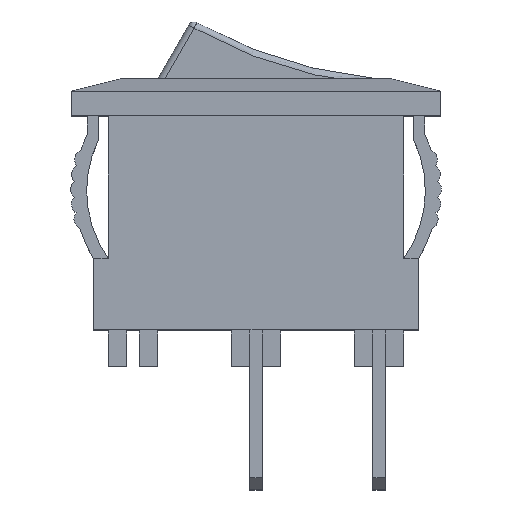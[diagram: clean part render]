
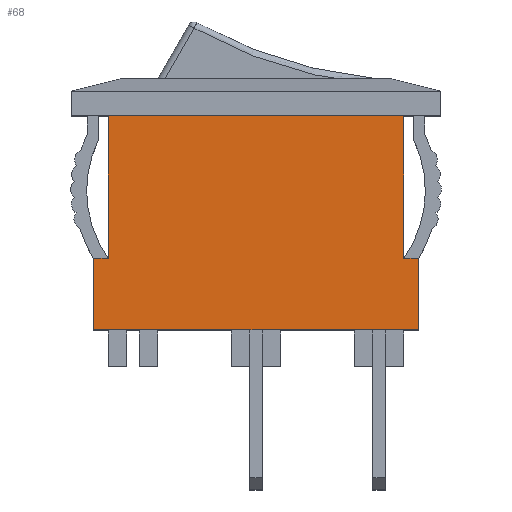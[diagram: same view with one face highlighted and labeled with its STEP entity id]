
A CAD part, top view. The second image highlights one B-rep face of the part: STEP entity #68.
In plain terms, the highlighted planar face has unit normal (0, 0, 1).
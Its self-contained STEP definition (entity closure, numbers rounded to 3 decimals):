
#68 = ADVANCED_FACE ( 'NONE', ( #2449 ), #3242, .T. ) ;
#84 = EDGE_CURVE ( 'NONE', #2231, #2225, #2609, .T. ) ;
#85 = EDGE_CURVE ( 'NONE', #2231, #2202, #2612, .T. ) ;
#86 = EDGE_CURVE ( 'NONE', #2232, #2201, #2615, .T. ) ;
#87 = EDGE_CURVE ( 'NONE', #2227, #2232, #2618, .T. ) ;
#88 = EDGE_CURVE ( 'NONE', #2228, #2226, #2621, .T. ) ;
#715 = VECTOR ( 'NONE', #2620, 1000. ) ;
#716 = VECTOR ( 'NONE', #2623, 1000. ) ;
#1058 = ORIENTED_EDGE ( 'NONE', *, *, #1533, .T. ) ;
#1059 = ORIENTED_EDGE ( 'NONE', *, *, #86, .F. ) ;
#1060 = ORIENTED_EDGE ( 'NONE', *, *, #1502, .T. ) ;
#1061 = ORIENTED_EDGE ( 'NONE', *, *, #84, .F. ) ;
#1062 = ORIENTED_EDGE ( 'NONE', *, *, #85, .T. ) ;
#1076 = ORIENTED_EDGE ( 'NONE', *, *, #1530, .T. ) ;
#1082 = ORIENTED_EDGE ( 'NONE', *, *, #88, .T. ) ;
#1084 = ORIENTED_EDGE ( 'NONE', *, *, #87, .F. ) ;
#1502 = EDGE_CURVE ( 'NONE', #2202, #2201, #3731, .T. ) ;
#1530 = EDGE_CURVE ( 'NONE', #2226, #2225, #3815, .T. ) ;
#1533 = EDGE_CURVE ( 'NONE', #2227, #2228, #3824, .T. ) ;
#1807 = EDGE_LOOP ( 'NONE', ( #1076, #1061, #1062, #1060, #1059, #1084, #1058, #1082 ) ) ;
#2201 = VERTEX_POINT ( 'NONE', #4539 ) ;
#2202 = VERTEX_POINT ( 'NONE', #4540 ) ;
#2225 = VERTEX_POINT ( 'NONE', #4563 ) ;
#2226 = VERTEX_POINT ( 'NONE', #4564 ) ;
#2227 = VERTEX_POINT ( 'NONE', #4565 ) ;
#2228 = VERTEX_POINT ( 'NONE', #4566 ) ;
#2231 = VERTEX_POINT ( 'NONE', #4569 ) ;
#2232 = VERTEX_POINT ( 'NONE', #4570 ) ;
#2407 = VECTOR ( 'NONE', #2617, 1000. ) ;
#2434 = VECTOR ( 'NONE', #2614, 1000. ) ;
#2435 = AXIS2_PLACEMENT_3D ( 'NONE', #2527, #2528, #2529 ) ;
#2448 = VECTOR ( 'NONE', #2611, 1000. ) ;
#2449 = FACE_OUTER_BOUND ( 'NONE', #1807, .T. ) ;
#2527 = CARTESIAN_POINT ( 'NONE',  ( -6., 0., 4.2 ) ) ;
#2528 = DIRECTION ( 'NONE',  ( 0., 0., 1. ) ) ;
#2529 = DIRECTION ( 'NONE',  ( 1., 0., 0. ) ) ;
#2609 = LINE ( 'NONE', #2610, #2448 ) ;
#2610 = CARTESIAN_POINT ( 'NONE',  ( -6.6, 2.9, 4.2 ) ) ;
#2611 = DIRECTION ( 'NONE',  ( 1., 0., 0. ) ) ;
#2612 = LINE ( 'NONE', #2613, #2434 ) ;
#2613 = CARTESIAN_POINT ( 'NONE',  ( -6.6, 2.9, 4.2 ) ) ;
#2614 = DIRECTION ( 'NONE',  ( 0., -1., 0. ) ) ;
#2615 = LINE ( 'NONE', #2616, #2407 ) ;
#2616 = CARTESIAN_POINT ( 'NONE',  ( 6.6, 2.9, 4.2 ) ) ;
#2617 = DIRECTION ( 'NONE',  ( 0., -1., 0. ) ) ;
#2618 = LINE ( 'NONE', #2619, #715 ) ;
#2619 = CARTESIAN_POINT ( 'NONE',  ( -6.6, 2.9, 4.2 ) ) ;
#2620 = DIRECTION ( 'NONE',  ( 1., 0., 0. ) ) ;
#2621 = LINE ( 'NONE', #2622, #716 ) ;
#2622 = CARTESIAN_POINT ( 'NONE',  ( -6., 8.7, 4.2 ) ) ;
#2623 = DIRECTION ( 'NONE',  ( -1., 0., 0. ) ) ;
#3242 = PLANE ( 'NONE',  #2435 ) ;
#3731 = LINE ( 'NONE', #3732, #3925 ) ;
#3732 = CARTESIAN_POINT ( 'NONE',  ( -6., 0., 4.2 ) ) ;
#3733 = DIRECTION ( 'NONE',  ( 1., 0., 0. ) ) ;
#3815 = LINE ( 'NONE', #3816, #3953 ) ;
#3816 = CARTESIAN_POINT ( 'NONE',  ( -6., 8.7, 4.2 ) ) ;
#3817 = DIRECTION ( 'NONE',  ( 0., -1., 0. ) ) ;
#3824 = LINE ( 'NONE', #3825, #3956 ) ;
#3825 = CARTESIAN_POINT ( 'NONE',  ( 6., 8.7, 4.2 ) ) ;
#3826 = DIRECTION ( 'NONE',  ( 0., 1., 0. ) ) ;
#3925 = VECTOR ( 'NONE', #3733, 1000. ) ;
#3953 = VECTOR ( 'NONE', #3817, 1000. ) ;
#3956 = VECTOR ( 'NONE', #3826, 1000. ) ;
#4539 = CARTESIAN_POINT ( 'NONE',  ( 6.6, 0., 4.2 ) ) ;
#4540 = CARTESIAN_POINT ( 'NONE',  ( -6.6, 0., 4.2 ) ) ;
#4563 = CARTESIAN_POINT ( 'NONE',  ( -6., 2.9, 4.2 ) ) ;
#4564 = CARTESIAN_POINT ( 'NONE',  ( -6., 8.7, 4.2 ) ) ;
#4565 = CARTESIAN_POINT ( 'NONE',  ( 6., 2.9, 4.2 ) ) ;
#4566 = CARTESIAN_POINT ( 'NONE',  ( 6., 8.7, 4.2 ) ) ;
#4569 = CARTESIAN_POINT ( 'NONE',  ( -6.6, 2.9, 4.2 ) ) ;
#4570 = CARTESIAN_POINT ( 'NONE',  ( 6.6, 2.9, 4.2 ) ) ;
